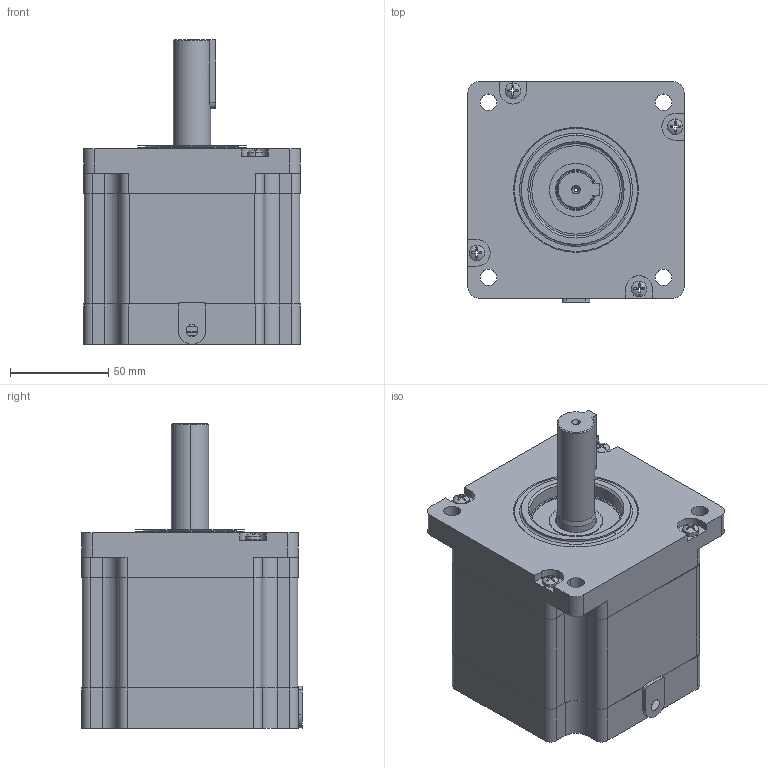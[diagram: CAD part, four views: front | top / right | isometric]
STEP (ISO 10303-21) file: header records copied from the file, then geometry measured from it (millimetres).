
FILE_DESCRIPTION((''),'2;1');
FILE_NAME('FL110STH99-5504A_SW0001','2021-04-14T08:53:16',('guhaibo'),(''),'CREO PARAMETRIC BY PTC INC, 2017110','CREO PARAMETRIC BY PTC INC, 2017110','');
FILE_SCHEMA(('CONFIG_CONTROL_DESIGN'));
Length unit declared in the file: millimetre
Products named in the file (1): FL110STH99-5504A_SW0001
Bounding box: 110 x 112 x 154.9 mm (x, y, z)
Surface area: 72051.7 mm2 (no closed solid volume)
Topology: 0 solids, 13 shells, 169 faces, 617 edges, 451 vertices
Faces by surface type: plane 77, cylinder 68, cone 11, sphere 8, torus 5
Entity records: 6707 total; most frequent: DIRECTION 1267, CARTESIAN_POINT 1254, ORIENTED_EDGE 951, EDGE_CURVE 613, AXIS2_PLACEMENT_3D 489, VERTEX_POINT 451, CIRCLE 320, VECTOR 289
